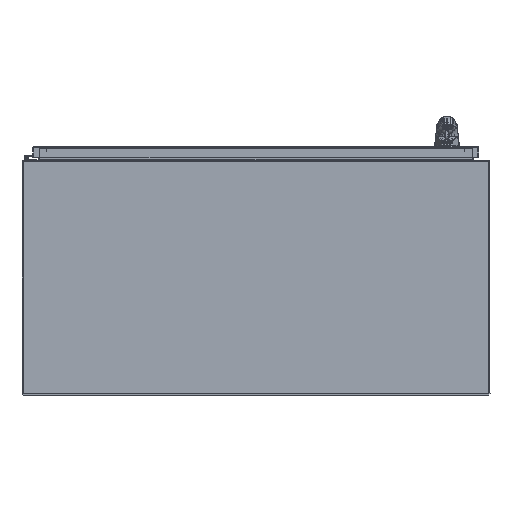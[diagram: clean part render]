
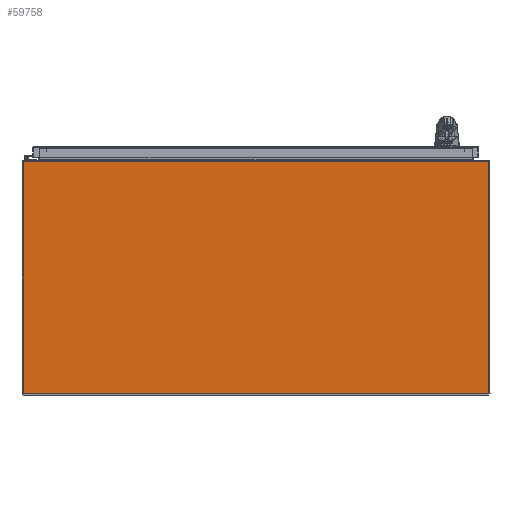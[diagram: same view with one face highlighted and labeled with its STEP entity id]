
A CAD part, front view. The second image highlights one B-rep face of the part: STEP entity #59758.
In plain terms, the highlighted face is planar.
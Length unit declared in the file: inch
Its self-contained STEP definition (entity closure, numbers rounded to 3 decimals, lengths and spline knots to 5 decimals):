
#7000 = EDGE_CURVE ( 'NONE', #20176, #149557, #159627, .T. ) ;
#10267 = EDGE_CURVE ( 'NONE', #99428, #115515, #48130, .T. ) ;
#11891 = EDGE_CURVE ( 'NONE', #115515, #20176, #106681, .T. ) ;
#16346 = ORIENTED_EDGE ( 'NONE', *, *, #137115, .T. ) ;
#20176 = VERTEX_POINT ( 'NONE', #140676 ) ;
#27074 = LINE ( 'NONE', #158448, #154862 ) ;
#30421 = FACE_OUTER_BOUND ( 'NONE', #84119, .T. ) ;
#36076 = DIRECTION ( 'NONE',  ( 1., 0., 0. ) ) ;
#36406 = DIRECTION ( 'NONE',  ( 0., 0., 1. ) ) ;
#36961 = CARTESIAN_POINT ( 'NONE',  ( 17.9688, -9.01565, 0. ) ) ;
#38307 = ORIENTED_EDGE ( 'NONE', *, *, #11891, .T. ) ;
#38372 = PLANE ( 'NONE',  #98773 ) ;
#48130 = LINE ( 'NONE', #121874, #56966 ) ;
#56966 = VECTOR ( 'NONE', #120630, 39.37008 ) ;
#59758 = ADVANCED_FACE ( 'NONE', ( #30421 ), #38372, .F. ) ;
#61394 = CARTESIAN_POINT ( 'NONE',  ( 0., 0., 0. ) ) ;
#84119 = EDGE_LOOP ( 'NONE', ( #159648, #16346, #159582, #38307 ) ) ;
#84807 = DIRECTION ( 'NONE',  ( 0., 1., 0. ) ) ;
#98773 = AXIS2_PLACEMENT_3D ( 'NONE', #36961, #36406, #36076 ) ;
#99428 = VERTEX_POINT ( 'NONE', #61394 ) ;
#100685 = DIRECTION ( 'NONE',  ( -1., 0., 0. ) ) ;
#100823 = CARTESIAN_POINT ( 'NONE',  ( 26.9532, -17.90635, 0. ) ) ;
#106681 = LINE ( 'NONE', #146870, #108553 ) ;
#108553 = VECTOR ( 'NONE', #147259, 39.37008 ) ;
#113222 = CARTESIAN_POINT ( 'NONE',  ( 0., -17.90635, 0. ) ) ;
#115515 = VERTEX_POINT ( 'NONE', #139874 ) ;
#120630 = DIRECTION ( 'NONE',  ( 1., 0., 0. ) ) ;
#121874 = CARTESIAN_POINT ( 'NONE',  ( 0., 0., 0. ) ) ;
#137115 = EDGE_CURVE ( 'NONE', #149557, #99428, #27074, .T. ) ;
#139874 = CARTESIAN_POINT ( 'NONE',  ( 35.9376, 0., 0. ) ) ;
#140676 = CARTESIAN_POINT ( 'NONE',  ( 35.9376, -17.90635, 0. ) ) ;
#146870 = CARTESIAN_POINT ( 'NONE',  ( 35.9376, 0., 0. ) ) ;
#147259 = DIRECTION ( 'NONE',  ( 0., -1., 0. ) ) ;
#149557 = VERTEX_POINT ( 'NONE', #113222 ) ;
#154862 = VECTOR ( 'NONE', #84807, 39.37008 ) ;
#158448 = CARTESIAN_POINT ( 'NONE',  ( 0., -18.0313, 0. ) ) ;
#159582 = ORIENTED_EDGE ( 'NONE', *, *, #10267, .T. ) ;
#159627 = LINE ( 'NONE', #100823, #159926 ) ;
#159648 = ORIENTED_EDGE ( 'NONE', *, *, #7000, .T. ) ;
#159926 = VECTOR ( 'NONE', #100685, 39.37008 ) ;
